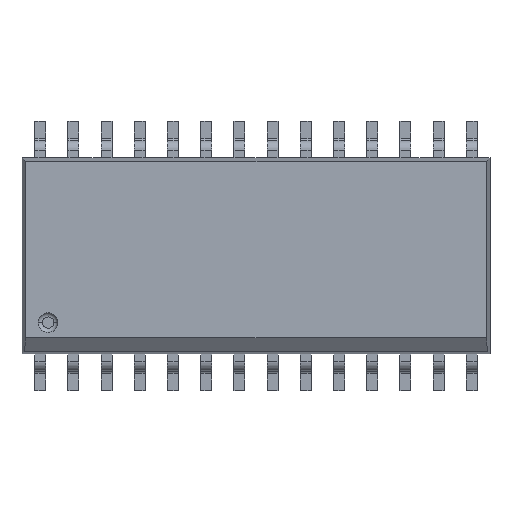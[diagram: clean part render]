
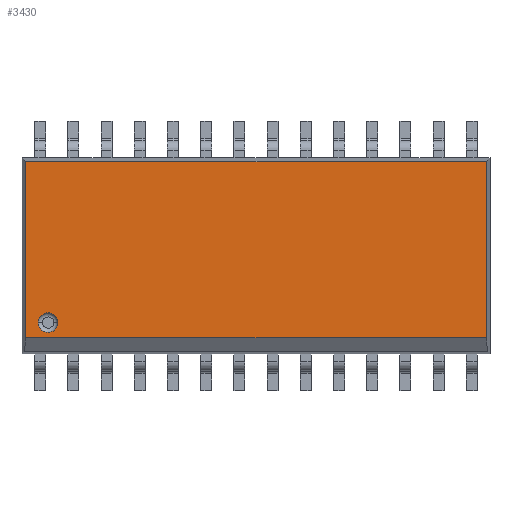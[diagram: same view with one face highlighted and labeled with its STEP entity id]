
A CAD part, top view. The second image highlights one B-rep face of the part: STEP entity #3430.
In plain terms, the highlighted planar face has unit normal (0, 0, 1).
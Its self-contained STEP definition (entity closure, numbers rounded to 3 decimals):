
#1313 = DIRECTION ( 'NONE',  ( 1., 0., 0. ) ) ;
#1314 = DIRECTION ( 'NONE',  ( 0., 0., 1. ) ) ;
#1315 = CARTESIAN_POINT ( 'NONE',  ( -7.95, -2.55, 2.65 ) ) ;
#1316 = AXIS2_PLACEMENT_3D ( 'NONE', #1315, #1314, #1313 ) ;
#1317 = CIRCLE ( 'NONE', #1316, 0.375 ) ;
#1318 = CARTESIAN_POINT ( 'NONE',  ( -7.575, -2.55, 2.65 ) ) ;
#1319 = CARTESIAN_POINT ( 'NONE',  ( -8.325, -2.55, 2.65 ) ) ;
#3421 = ORIENTED_EDGE ( 'NONE', *, *, #12443, .F. ) ;
#3422 = EDGE_LOOP ( 'NONE', ( #3423, #3495, #3499, #3501 ) ) ;
#3423 = ORIENTED_EDGE ( 'NONE', *, *, #3424, .T. ) ;
#3424 = EDGE_CURVE ( 'NONE', #3425, #3426, #7160, .T. ) ;
#3425 = VERTEX_POINT ( 'NONE', #7156 ) ;
#3426 = VERTEX_POINT ( 'NONE', #7155 ) ;
#3430 = ADVANCED_FACE ( 'NONE', ( #7148, #7147 ), #7192, .F. ) ;
#3431 = EDGE_LOOP ( 'NONE', ( #3432, #3421 ) ) ;
#3432 = ORIENTED_EDGE ( 'NONE', *, *, #3433, .F. ) ;
#3433 = EDGE_CURVE ( 'NONE', #12441, #12438, #7186, .T. ) ;
#3495 = ORIENTED_EDGE ( 'NONE', *, *, #3496, .T. ) ;
#3496 = EDGE_CURVE ( 'NONE', #3426, #3497, #7293, .T. ) ;
#3497 = VERTEX_POINT ( 'NONE', #7289 ) ;
#3498 = VERTEX_POINT ( 'NONE', #7350 ) ;
#3499 = ORIENTED_EDGE ( 'NONE', *, *, #3500, .T. ) ;
#3500 = EDGE_CURVE ( 'NONE', #3497, #3498, #7349, .T. ) ;
#3501 = ORIENTED_EDGE ( 'NONE', *, *, #3502, .T. ) ;
#3502 = EDGE_CURVE ( 'NONE', #3498, #3425, #7345, .T. ) ;
#7147 = FACE_OUTER_BOUND ( 'NONE', #3422, .T. ) ;
#7148 = FACE_BOUND ( 'NONE', #3431, .T. ) ;
#7155 = CARTESIAN_POINT ( 'NONE',  ( -8.804, 3.604, 2.65 ) ) ;
#7156 = CARTESIAN_POINT ( 'NONE',  ( 8.804, 3.604, 2.65 ) ) ;
#7157 = DIRECTION ( 'NONE',  ( -1., 0., 0. ) ) ;
#7158 = VECTOR ( 'NONE', #7157, 1000. ) ;
#7159 = CARTESIAN_POINT ( 'NONE',  ( 0., 3.604, 2.65 ) ) ;
#7160 = LINE ( 'NONE', #7159, #7158 ) ;
#7183 = DIRECTION ( 'NONE',  ( 1., 0., 0. ) ) ;
#7184 = DIRECTION ( 'NONE',  ( 0., 0., 1. ) ) ;
#7185 = AXIS2_PLACEMENT_3D ( 'NONE', #7191, #7184, #7183 ) ;
#7186 = CIRCLE ( 'NONE', #7185, 0.375 ) ;
#7187 = DIRECTION ( 'NONE',  ( -1., 0., 0. ) ) ;
#7188 = DIRECTION ( 'NONE',  ( 0., 0., -1. ) ) ;
#7189 = CARTESIAN_POINT ( 'NONE',  ( 0., 3.75, 2.65 ) ) ;
#7190 = AXIS2_PLACEMENT_3D ( 'NONE', #7189, #7188, #7187 ) ;
#7191 = CARTESIAN_POINT ( 'NONE',  ( -7.95, -2.55, 2.65 ) ) ;
#7192 = PLANE ( 'NONE',  #7190 ) ;
#7289 = CARTESIAN_POINT ( 'NONE',  ( -8.804, -3.134, 2.65 ) ) ;
#7290 = DIRECTION ( 'NONE',  ( 0., -1., 0. ) ) ;
#7291 = VECTOR ( 'NONE', #7290, 1000. ) ;
#7292 = CARTESIAN_POINT ( 'NONE',  ( -8.804, -3.134, 2.65 ) ) ;
#7293 = LINE ( 'NONE', #7292, #7291 ) ;
#7342 = DIRECTION ( 'NONE',  ( 0., 1., 0. ) ) ;
#7343 = VECTOR ( 'NONE', #7342, 1000. ) ;
#7344 = CARTESIAN_POINT ( 'NONE',  ( 8.804, 3.75, 2.65 ) ) ;
#7345 = LINE ( 'NONE', #7344, #7343 ) ;
#7346 = DIRECTION ( 'NONE',  ( 1., 0., 0. ) ) ;
#7347 = VECTOR ( 'NONE', #7346, 1000. ) ;
#7348 = CARTESIAN_POINT ( 'NONE',  ( 8.95, -3.134, 2.65 ) ) ;
#7349 = LINE ( 'NONE', #7348, #7347 ) ;
#7350 = CARTESIAN_POINT ( 'NONE',  ( 8.804, -3.134, 2.65 ) ) ;
#12438 = VERTEX_POINT ( 'NONE', #1319 ) ;
#12441 = VERTEX_POINT ( 'NONE', #1318 ) ;
#12443 = EDGE_CURVE ( 'NONE', #12438, #12441, #1317, .T. ) ;
